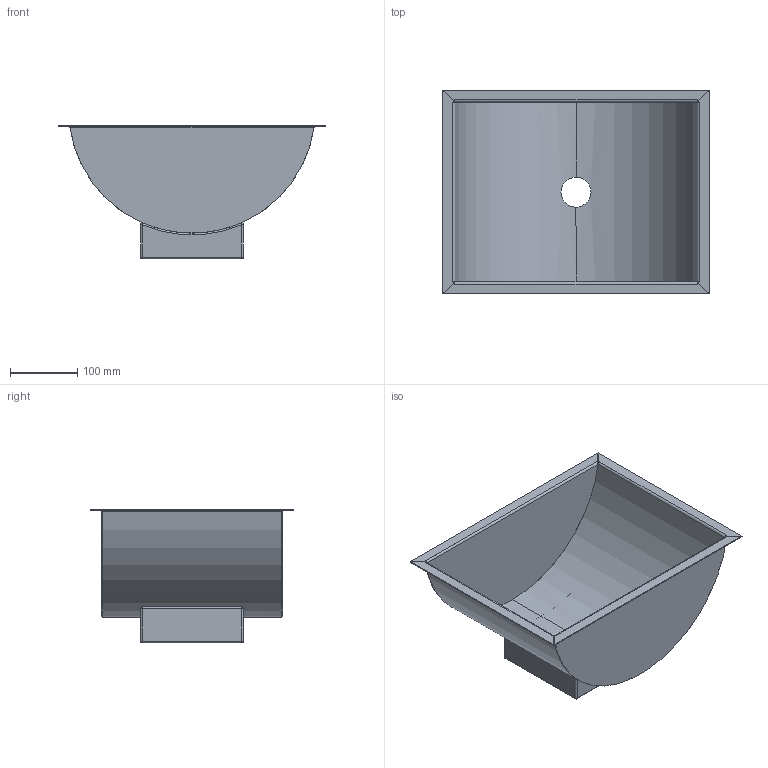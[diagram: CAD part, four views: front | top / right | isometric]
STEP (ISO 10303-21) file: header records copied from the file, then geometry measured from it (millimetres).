
FILE_DESCRIPTION (( 'STEP AP214' ), '1' );
FILE_NAME ('05-026-564.STEP', '2026-01-20T18:03:25', ( '' ), ( '' ), 'SwSTEP 2.0', 'SolidWorks 2025', '' );
FILE_SCHEMA (( 'AUTOMOTIVE_DESIGN' ));
Length unit declared in the file: inch
Products named in the file (4): 05-026-564 DET A; die bottom sink; 05-026-564; 05-026-564 DET B
Assembly tree (4 placements, depth 2):
  05-026-564
    05-026-564 DET A
    05-026-564 DET B  x2
    die bottom sink
Bounding box: 394.79 x 302.23 x 198.59 mm (x, y, z)
Volume: 1281500.2 mm3; surface area: 579160.1 mm2
Topology: 4 solids, 4 shells, 130 faces, 308 edges, 177 vertices
Faces by surface type: plane 64, cylinder 29, bspline 21, sphere 10, torus 6
Entity records: 4999 total; most frequent: CARTESIAN_POINT 2392, ORIENTED_EDGE 526, DIRECTION 492, EDGE_CURVE 263, AXIS2_PLACEMENT_3D 171, VERTEX_POINT 155, VECTOR 150, LINE 150
